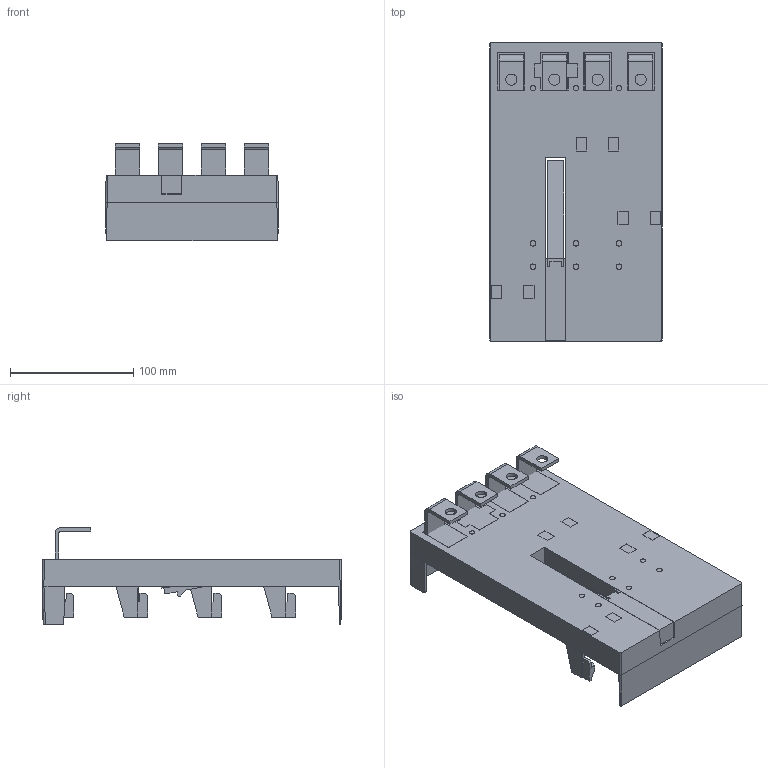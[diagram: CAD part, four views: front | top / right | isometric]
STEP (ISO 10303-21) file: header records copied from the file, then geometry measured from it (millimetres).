
FILE_DESCRIPTION((''),'2;1');
FILE_NAME('001696163_DA_60-250-4-FE_5_ASM','2021-10-26T',('marketing.praksa'),('Audax d.o.o.'),'CREO PARAMETRIC BY PTC INC, 2017480','CREO PARAMETRIC BY PTC INC, 2017480','');
FILE_SCHEMA(('AUTOMOTIVE_DESIGN { 1 0 10303 214 1 1 1 1 }'));
Length unit declared in the file: millimetre
Products named in the file (10): 158236_VERBINDUNGSWINKEL_L1_GA-; 158237_VERBINDUNGSWINKEL_L2_GA-; 158239_VERBINDUNGSWINKEL_N_GA-6; 158238_VERBINDUNGSWINKEL_L3_GA-; PRT9533_1_1; PRT9533_1_2; PRT9533_1_3; PRT9533_1_ASM; PRT00057_1; 001696163_DA_60-250-4-FE_5_ASM
Assembly tree (9 placements, depth 3):
  001696163_DA_60-250-4-FE_5_ASM
    158236_VERBINDUNGSWINKEL_L1_GA-
    158237_VERBINDUNGSWINKEL_L2_GA-
    158239_VERBINDUNGSWINKEL_N_GA-6
    158238_VERBINDUNGSWINKEL_L3_GA-
    PRT9533_1_ASM
      PRT9533_1_1
      PRT9533_1_2
      PRT9533_1_3
    PRT00057_1
Bounding box: 140 x 242.5 x 78.8 mm (x, y, z)
Volume: 805351.9 mm3; surface area: 167140.5 mm2
Topology: 8 solids, 8 shells, 655 faces, 1795 edges, 1182 vertices
Faces by surface type: plane 476, cylinder 153, cone 18, bspline 4, extrusion 4
Entity records: 31658 total; most frequent: CARTESIAN_POINT 4307, ORIENTED_EDGE 3590, DIRECTION 3324, PRESENTATION_STYLE_ASSIGNMENT 2452, STYLED_ITEM 2452, CURVE_STYLE 1799, EDGE_CURVE 1795, VECTOR 1356
